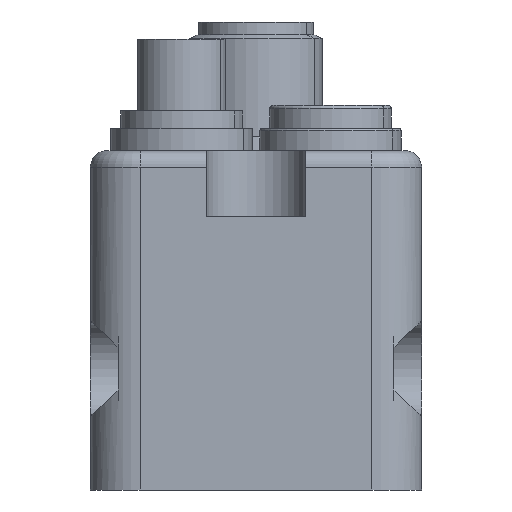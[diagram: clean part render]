
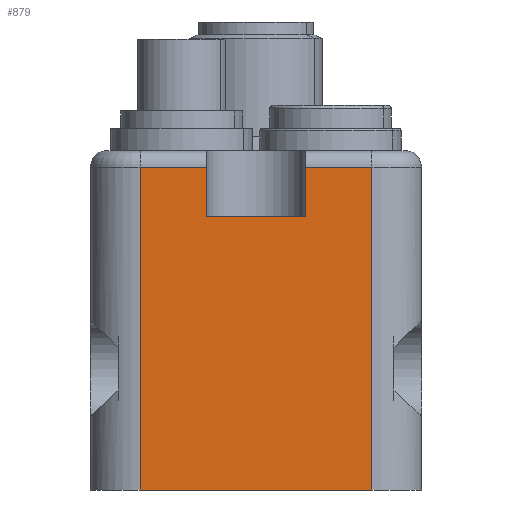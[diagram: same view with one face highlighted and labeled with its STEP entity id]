
A CAD part, left-side view. The second image highlights one B-rep face of the part: STEP entity #879.
In plain terms, the highlighted planar face has unit normal (-1, 0, 0).
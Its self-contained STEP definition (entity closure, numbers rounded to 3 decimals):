
#811=AXIS2_PLACEMENT_3D('Plane Axis2P3D',#808,#809,#810) ;
#808=CARTESIAN_POINT('Axis2P3D Location',(0.,0.,0.)) ;
#813=CARTESIAN_POINT('Line Origine',(0.,7.5,29.25)) ;
#817=CARTESIAN_POINT('Vertex',(0.,10.5,29.25)) ;
#819=CARTESIAN_POINT('Vertex',(0.,4.5,29.25)) ;
#822=CARTESIAN_POINT('Line Origine',(0.,10.5,27.025)) ;
#826=CARTESIAN_POINT('Vertex',(0.,10.5,24.8)) ;
#829=CARTESIAN_POINT('Line Origine',(0.,15.,24.8)) ;
#833=CARTESIAN_POINT('Vertex',(0.,19.5,24.8)) ;
#836=CARTESIAN_POINT('Line Origine',(0.,19.5,27.025)) ;
#840=CARTESIAN_POINT('Vertex',(0.,19.5,29.25)) ;
#843=CARTESIAN_POINT('Line Origine',(0.,22.5,29.25)) ;
#847=CARTESIAN_POINT('Vertex',(0.,25.5,29.25)) ;
#850=CARTESIAN_POINT('Line Origine',(0.,25.5,14.625)) ;
#854=CARTESIAN_POINT('Vertex',(0.,25.5,0.)) ;
#857=CARTESIAN_POINT('Line Origine',(0.,15.,0.)) ;
#861=CARTESIAN_POINT('Vertex',(0.,4.5,0.)) ;
#864=CARTESIAN_POINT('Line Origine',(0.,4.5,14.625)) ;
#809=DIRECTION('Axis2P3D Direction',(1.,0.,0.)) ;
#810=DIRECTION('Axis2P3D XDirection',(0.,1.,0.)) ;
#814=DIRECTION('Vector Direction',(0.,1.,0.)) ;
#823=DIRECTION('Vector Direction',(0.,0.,1.)) ;
#830=DIRECTION('Vector Direction',(0.,-1.,0.)) ;
#837=DIRECTION('Vector Direction',(0.,0.,1.)) ;
#844=DIRECTION('Vector Direction',(0.,1.,0.)) ;
#851=DIRECTION('Vector Direction',(0.,0.,1.)) ;
#858=DIRECTION('Vector Direction',(0.,1.,0.)) ;
#865=DIRECTION('Vector Direction',(0.,0.,1.)) ;
#815=VECTOR('Line Direction',#814,1.) ;
#824=VECTOR('Line Direction',#823,1.) ;
#831=VECTOR('Line Direction',#830,1.) ;
#838=VECTOR('Line Direction',#837,1.) ;
#845=VECTOR('Line Direction',#844,1.) ;
#852=VECTOR('Line Direction',#851,1.) ;
#859=VECTOR('Line Direction',#858,1.) ;
#866=VECTOR('Line Direction',#865,1.) ;
#870=ORIENTED_EDGE('',*,*,#821,.F.) ;
#871=ORIENTED_EDGE('',*,*,#828,.F.) ;
#872=ORIENTED_EDGE('',*,*,#835,.F.) ;
#873=ORIENTED_EDGE('',*,*,#842,.T.) ;
#874=ORIENTED_EDGE('',*,*,#849,.T.) ;
#875=ORIENTED_EDGE('',*,*,#856,.F.) ;
#876=ORIENTED_EDGE('',*,*,#863,.T.) ;
#877=ORIENTED_EDGE('',*,*,#868,.T.) ;
#879=ADVANCED_FACE('Hauptkoerper',(#878),#812,.F.) ;
#821=EDGE_CURVE('',#818,#820,#816,.F.) ;
#828=EDGE_CURVE('',#827,#818,#825,.T.) ;
#835=EDGE_CURVE('',#834,#827,#832,.T.) ;
#842=EDGE_CURVE('',#834,#841,#839,.T.) ;
#849=EDGE_CURVE('',#841,#848,#846,.T.) ;
#856=EDGE_CURVE('',#855,#848,#853,.T.) ;
#863=EDGE_CURVE('',#855,#862,#860,.F.) ;
#868=EDGE_CURVE('',#862,#820,#867,.T.) ;
#869=EDGE_LOOP('',(#870,#871,#872,#873,#874,#875,#876,#877)) ;
#878=FACE_OUTER_BOUND('',#869,.T.) ;
#816=LINE('Line',#813,#815) ;
#825=LINE('Line',#822,#824) ;
#832=LINE('Line',#829,#831) ;
#839=LINE('Line',#836,#838) ;
#846=LINE('Line',#843,#845) ;
#853=LINE('Line',#850,#852) ;
#860=LINE('Line',#857,#859) ;
#867=LINE('Line',#864,#866) ;
#812=PLANE('',#811) ;
#818=VERTEX_POINT('',#817) ;
#820=VERTEX_POINT('',#819) ;
#827=VERTEX_POINT('',#826) ;
#834=VERTEX_POINT('',#833) ;
#841=VERTEX_POINT('',#840) ;
#848=VERTEX_POINT('',#847) ;
#855=VERTEX_POINT('',#854) ;
#862=VERTEX_POINT('',#861) ;
